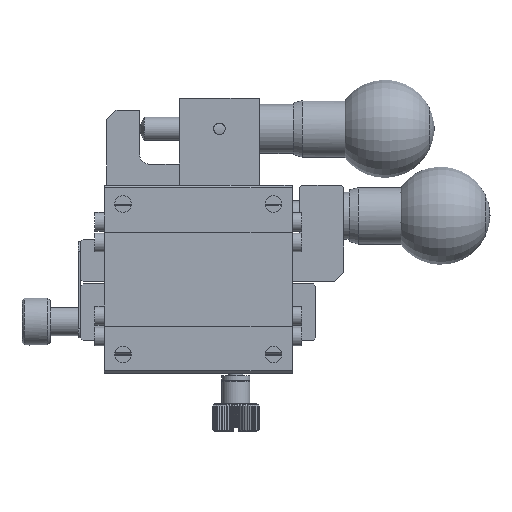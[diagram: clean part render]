
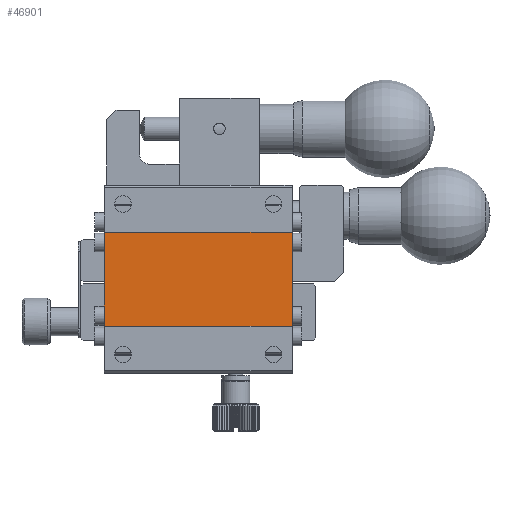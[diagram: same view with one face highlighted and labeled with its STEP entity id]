
A CAD part, front view. The second image highlights one B-rep face of the part: STEP entity #46901.
In plain terms, the highlighted planar face has unit normal (0, -1, 0).
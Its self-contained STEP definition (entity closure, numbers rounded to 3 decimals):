
#3922 = LINE ( 'NONE', #112023, #52354 ) ;
#7393 = CARTESIAN_POINT ( 'NONE',  ( 40., 0.2, -10. ) ) ;
#13476 = ORIENTED_EDGE ( 'NONE', *, *, #94505, .F. ) ;
#19552 = VECTOR ( 'NONE', #105716, 1000. ) ;
#22459 = VERTEX_POINT ( 'NONE', #118922 ) ;
#22741 = CARTESIAN_POINT ( 'NONE',  ( 40., 0.2, -10. ) ) ;
#28462 = VECTOR ( 'NONE', #91246, 1000. ) ;
#33393 = EDGE_LOOP ( 'NONE', ( #13476, #150700, #181034, #90713 ) ) ;
#36388 = AXIS2_PLACEMENT_3D ( 'NONE', #7393, #117346, #120028 ) ;
#45599 = LINE ( 'NONE', #160928, #28462 ) ;
#46901 = ADVANCED_FACE ( 'NONE', ( #102684 ), #88048, .F. ) ;
#50120 = EDGE_CURVE ( 'NONE', #83070, #131285, #45599, .T. ) ;
#50777 = CARTESIAN_POINT ( 'NONE',  ( 40., 0.2, -10. ) ) ;
#52354 = VECTOR ( 'NONE', #142238, 1000. ) ;
#64590 = LINE ( 'NONE', #149727, #96623 ) ;
#83070 = VERTEX_POINT ( 'NONE', #105129 ) ;
#88048 = PLANE ( 'NONE',  #36388 ) ;
#89663 = EDGE_CURVE ( 'NONE', #22459, #83070, #3922, .T. ) ;
#90713 = ORIENTED_EDGE ( 'NONE', *, *, #89663, .F. ) ;
#91246 = DIRECTION ( 'NONE',  ( 1., 0., 0. ) ) ;
#94505 = EDGE_CURVE ( 'NONE', #107801, #22459, #64590, .T. ) ;
#96623 = VECTOR ( 'NONE', #153355, 1000. ) ;
#102684 = FACE_OUTER_BOUND ( 'NONE', #33393, .T. ) ;
#105129 = CARTESIAN_POINT ( 'NONE',  ( 0., 0.2, -10. ) ) ;
#105716 = DIRECTION ( 'NONE',  ( 0., 0., -1. ) ) ;
#107801 = VERTEX_POINT ( 'NONE', #125580 ) ;
#112023 = CARTESIAN_POINT ( 'NONE',  ( 0., 0.2, -10. ) ) ;
#117346 = DIRECTION ( 'NONE',  ( 0., 1., 0. ) ) ;
#118922 = CARTESIAN_POINT ( 'NONE',  ( 0., 0.2, -30. ) ) ;
#120028 = DIRECTION ( 'NONE',  ( 0., 0., 1. ) ) ;
#125580 = CARTESIAN_POINT ( 'NONE',  ( 40., 0.2, -30. ) ) ;
#131285 = VERTEX_POINT ( 'NONE', #22741 ) ;
#131376 = EDGE_CURVE ( 'NONE', #131285, #107801, #177161, .T. ) ;
#142238 = DIRECTION ( 'NONE',  ( 0., 0., 1. ) ) ;
#149727 = CARTESIAN_POINT ( 'NONE',  ( 40., 0.2, -30. ) ) ;
#150700 = ORIENTED_EDGE ( 'NONE', *, *, #131376, .F. ) ;
#153355 = DIRECTION ( 'NONE',  ( -1., 0., 0. ) ) ;
#160928 = CARTESIAN_POINT ( 'NONE',  ( 40., 0.2, -10. ) ) ;
#177161 = LINE ( 'NONE', #50777, #19552 ) ;
#181034 = ORIENTED_EDGE ( 'NONE', *, *, #50120, .F. ) ;
